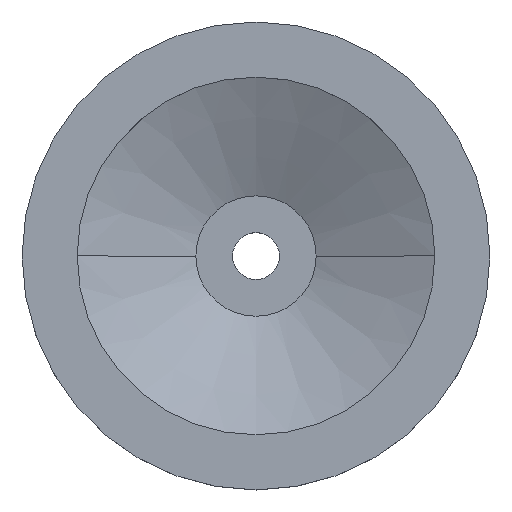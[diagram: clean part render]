
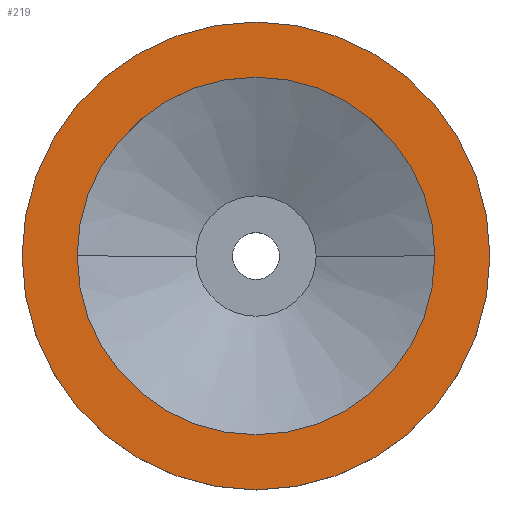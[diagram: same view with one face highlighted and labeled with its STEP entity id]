
A CAD part, top view. The second image highlights one B-rep face of the part: STEP entity #219.
In plain terms, the highlighted planar face has unit normal (0, 0, 1).
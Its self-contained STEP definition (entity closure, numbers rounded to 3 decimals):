
#147=EDGE_CURVE('',#251,#183,#344,.T.);
#151=EDGE_CURVE('',#199,#221,#350,.T.);
#157=EDGE_CURVE('',#183,#251,#357,.T.);
#183=VERTEX_POINT('',#386);
#185=EDGE_CURVE('',#221,#199,#388,.T.);
#199=VERTEX_POINT('',#402);
#219=ADVANCED_FACE('',(#424,#425),#426,.T.);
#221=VERTEX_POINT('',#428);
#251=VERTEX_POINT('',#460);
#344=CIRCLE('',#549,70.0);
#350=CIRCLE('',#556,53.5);
#357=CIRCLE('',#564,70.0);
#386=CARTESIAN_POINT('',(-70.0,0.,36.0));
#388=CIRCLE('',#603,53.5);
#402=CARTESIAN_POINT('',(-53.5,0.,36.0));
#424=FACE_OUTER_BOUND('',#650,.T.);
#425=FACE_BOUND('',#651,.T.);
#426=PLANE('',#652);
#428=CARTESIAN_POINT('',(53.5,0.,36.0));
#460=CARTESIAN_POINT('',(70.0,0.,36.0));
#549=AXIS2_PLACEMENT_3D('',#832,#833,#834);
#556=AXIS2_PLACEMENT_3D('',#843,#844,#845);
#564=AXIS2_PLACEMENT_3D('',#854,#855,#856);
#603=AXIS2_PLACEMENT_3D('',#897,#898,#899);
#650=EDGE_LOOP('',(#930,#931));
#651=EDGE_LOOP('',(#932,#933));
#652=AXIS2_PLACEMENT_3D('',#934,#935,#936);
#832=CARTESIAN_POINT('',(0.,0.,36.0));
#833=DIRECTION('',(-0.0,0.0,-1.0));
#834=DIRECTION('',(-1.0,0.,0.0));
#843=CARTESIAN_POINT('',(0.,0.,36.0));
#844=DIRECTION('',(-0.0,0.0,-1.0));
#845=DIRECTION('',(-1.0,0.,0.0));
#854=CARTESIAN_POINT('',(0.,0.,36.0));
#855=DIRECTION('',(-0.0,0.0,-1.0));
#856=DIRECTION('',(-1.0,0.,0.0));
#897=CARTESIAN_POINT('',(0.,0.,36.0));
#898=DIRECTION('',(-0.0,0.0,-1.0));
#899=DIRECTION('',(-1.0,0.,0.0));
#930=ORIENTED_EDGE('',*,*,#157,.F.);
#931=ORIENTED_EDGE('',*,*,#147,.F.);
#932=ORIENTED_EDGE('',*,*,#151,.T.);
#933=ORIENTED_EDGE('',*,*,#185,.T.);
#934=CARTESIAN_POINT('',(-61.75,0.,36.0));
#935=DIRECTION('',(0.0,0.0,1.0));
#936=DIRECTION('',(-1.0,0.,0.0));
